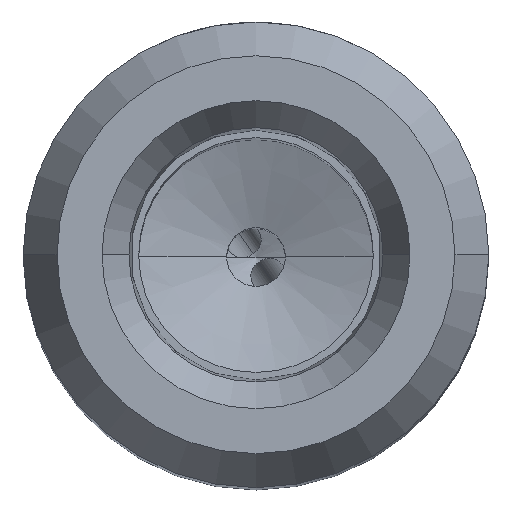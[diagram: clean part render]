
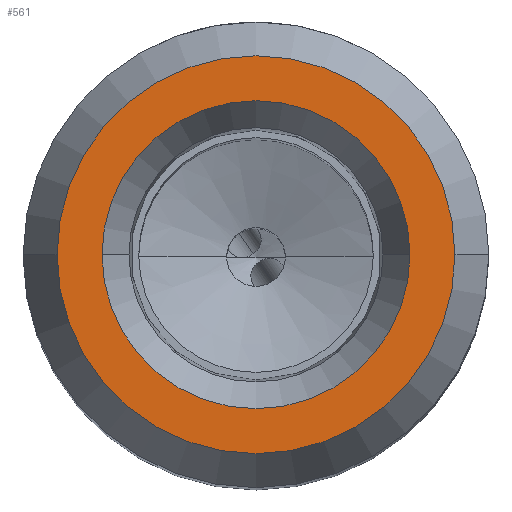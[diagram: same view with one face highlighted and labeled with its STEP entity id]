
A CAD part, top view. The second image highlights one B-rep face of the part: STEP entity #561.
In plain terms, the highlighted planar face has unit normal (0, 0, 1).
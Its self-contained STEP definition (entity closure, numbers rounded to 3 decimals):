
#106=PLANE('',#3935);
#145=FACE_BOUND('',#995,.T.);
#146=FACE_BOUND('',#996,.T.);
#561=ADVANCED_FACE('',(#145,#146),#106,.T.);
#995=EDGE_LOOP('',(#1477,#1478));
#996=EDGE_LOOP('',(#1479,#1480));
#1193=CIRCLE('',#3929,5.25);
#1194=CIRCLE('',#3931,5.25);
#1195=CIRCLE('',#3933,6.783);
#1196=CIRCLE('',#3934,6.783);
#1477=ORIENTED_EDGE('',*,*,#3009,.T.);
#1478=ORIENTED_EDGE('',*,*,#3010,.T.);
#1479=ORIENTED_EDGE('',*,*,#3011,.T.);
#1480=ORIENTED_EDGE('',*,*,#3012,.T.);
#2564=VERTEX_POINT('',#5793);
#2565=VERTEX_POINT('',#5795);
#2566=VERTEX_POINT('',#5801);
#2567=VERTEX_POINT('',#5802);
#3009=EDGE_CURVE('',#2564,#2565,#1193,.T.);
#3010=EDGE_CURVE('',#2565,#2564,#1194,.T.);
#3011=EDGE_CURVE('',#2566,#2567,#1195,.T.);
#3012=EDGE_CURVE('',#2567,#2566,#1196,.T.);
#3929=AXIS2_PLACEMENT_3D('',#5796,#4359,#4360);
#3931=AXIS2_PLACEMENT_3D('',#5798,#4363,#4364);
#3933=AXIS2_PLACEMENT_3D('',#5800,#4367,#4368);
#3934=AXIS2_PLACEMENT_3D('',#5803,#4369,#4370);
#3935=AXIS2_PLACEMENT_3D('',#5804,#4371,#4372);
#4359=DIRECTION('',(0.,0.,-1.));
#4360=DIRECTION('',(-1.,0.,0.));
#4363=DIRECTION('',(0.,0.,-1.));
#4364=DIRECTION('',(1.,0.,0.));
#4367=DIRECTION('',(0.,0.,1.));
#4368=DIRECTION('',(-1.,0.,0.));
#4369=DIRECTION('',(0.,0.,1.));
#4370=DIRECTION('',(1.,0.,0.));
#4371=DIRECTION('',(0.,0.,1.));
#4372=DIRECTION('',(-1.,0.,0.));
#5793=CARTESIAN_POINT('',(-5.25,0.,24.5));
#5795=CARTESIAN_POINT('',(5.25,0.,24.5));
#5796=CARTESIAN_POINT('',(0.,0.,24.5));
#5798=CARTESIAN_POINT('',(0.,0.,24.5));
#5800=CARTESIAN_POINT('',(0.,0.,24.5));
#5801=CARTESIAN_POINT('',(-6.783,0.,24.5));
#5802=CARTESIAN_POINT('',(6.783,0.,24.5));
#5803=CARTESIAN_POINT('',(0.,0.,24.5));
#5804=CARTESIAN_POINT('',(0.,0.,24.5));
